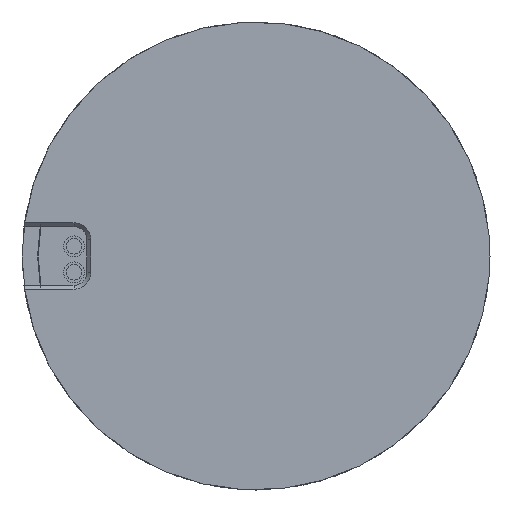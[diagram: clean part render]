
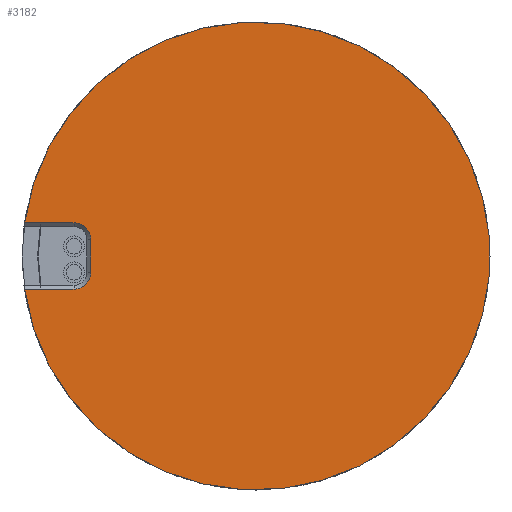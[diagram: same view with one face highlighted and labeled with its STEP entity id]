
A CAD part, front view. The second image highlights one B-rep face of the part: STEP entity #3182.
In plain terms, the highlighted face is planar.
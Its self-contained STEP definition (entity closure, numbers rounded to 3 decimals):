
#87 = EDGE_CURVE ( 'NONE', #4609, #246, #2406, .T. ) ;
#96 = DIRECTION ( 'NONE',  ( 0., -1., 0. ) ) ;
#112 = EDGE_CURVE ( 'NONE', #3635, #4926, #3413, .T. ) ;
#118 = LINE ( 'NONE', #1061, #3565 ) ;
#142 = ORIENTED_EDGE ( 'NONE', *, *, #4606, .F. ) ;
#246 = VERTEX_POINT ( 'NONE', #1841 ) ;
#316 = CARTESIAN_POINT ( 'NONE',  ( 2.55, 5., -17.818 ) ) ;
#400 = DIRECTION ( 'NONE',  ( 0., 0., -1. ) ) ;
#1021 = ORIENTED_EDGE ( 'NONE', *, *, #87, .T. ) ;
#1061 = CARTESIAN_POINT ( 'NONE',  ( 18., 5., -12.7 ) ) ;
#1073 = LINE ( 'NONE', #3951, #4208 ) ;
#1088 = AXIS2_PLACEMENT_3D ( 'NONE', #4117, #3002, #1618 ) ;
#1203 = EDGE_CURVE ( 'NONE', #3889, #4609, #1073, .T. ) ;
#1345 = ORIENTED_EDGE ( 'NONE', *, *, #4558, .T. ) ;
#1413 = VERTEX_POINT ( 'NONE', #2875 ) ;
#1442 = CARTESIAN_POINT ( 'NONE',  ( -2.55, 5., -14. ) ) ;
#1618 = DIRECTION ( 'NONE',  ( 0., 0., 1. ) ) ;
#1841 = CARTESIAN_POINT ( 'NONE',  ( 1.25, 5., -12.7 ) ) ;
#1876 = PLANE ( 'NONE',  #2602 ) ;
#2189 = ORIENTED_EDGE ( 'NONE', *, *, #112, .T. ) ;
#2281 = DIRECTION ( 'NONE',  ( 0., 0., 1. ) ) ;
#2340 = DIRECTION ( 'NONE',  ( 0., -1., 0. ) ) ;
#2406 = CIRCLE ( 'NONE', #1088, 1.3 ) ;
#2537 = VECTOR ( 'NONE', #400, 1000. ) ;
#2570 = CARTESIAN_POINT ( 'NONE',  ( -1.25, 5., -14. ) ) ;
#2602 = AXIS2_PLACEMENT_3D ( 'NONE', #3525, #4700, #2281 ) ;
#2674 = EDGE_LOOP ( 'NONE', ( #3132, #2189, #142, #2790, #1021, #1345 ) ) ;
#2790 = ORIENTED_EDGE ( 'NONE', *, *, #1203, .T. ) ;
#2875 = CARTESIAN_POINT ( 'NONE',  ( -1.25, 5., -12.7 ) ) ;
#2996 = DIRECTION ( 'NONE',  ( 0., 0., 1. ) ) ;
#3002 = DIRECTION ( 'NONE',  ( 0., -1., 0. ) ) ;
#3052 = DIRECTION ( 'NONE',  ( 0., 0., 1. ) ) ;
#3132 = ORIENTED_EDGE ( 'NONE', *, *, #4255, .T. ) ;
#3182 = ADVANCED_FACE ( 'NONE', ( #5079 ), #1876, .T. ) ;
#3334 = CARTESIAN_POINT ( 'NONE',  ( -2.55, 5., 0. ) ) ;
#3413 = LINE ( 'NONE', #3334, #2537 ) ;
#3525 = CARTESIAN_POINT ( 'NONE',  ( 18., 5., 0. ) ) ;
#3565 = VECTOR ( 'NONE', #3934, 1000. ) ;
#3635 = VERTEX_POINT ( 'NONE', #1442 ) ;
#3889 = VERTEX_POINT ( 'NONE', #316 ) ;
#3934 = DIRECTION ( 'NONE',  ( -1., 0., 0. ) ) ;
#3951 = CARTESIAN_POINT ( 'NONE',  ( 2.55, 5., 0. ) ) ;
#4073 = CARTESIAN_POINT ( 'NONE',  ( -2.55, 5., -17.818 ) ) ;
#4117 = CARTESIAN_POINT ( 'NONE',  ( 1.25, 5., -14. ) ) ;
#4174 = CIRCLE ( 'NONE', #4182, 1.3 ) ;
#4182 = AXIS2_PLACEMENT_3D ( 'NONE', #2570, #96, #2996 ) ;
#4208 = VECTOR ( 'NONE', #3052, 1000. ) ;
#4235 = CIRCLE ( 'NONE', #4376, 18. ) ;
#4255 = EDGE_CURVE ( 'NONE', #1413, #3635, #4174, .T. ) ;
#4365 = CARTESIAN_POINT ( 'NONE',  ( 2.55, 5., -14. ) ) ;
#4376 = AXIS2_PLACEMENT_3D ( 'NONE', #4754, #2340, #5147 ) ;
#4558 = EDGE_CURVE ( 'NONE', #246, #1413, #118, .T. ) ;
#4606 = EDGE_CURVE ( 'NONE', #3889, #4926, #4235, .T. ) ;
#4609 = VERTEX_POINT ( 'NONE', #4365 ) ;
#4700 = DIRECTION ( 'NONE',  ( 0., 1., 0. ) ) ;
#4754 = CARTESIAN_POINT ( 'NONE',  ( 0., 5., 0. ) ) ;
#4926 = VERTEX_POINT ( 'NONE', #4073 ) ;
#5079 = FACE_OUTER_BOUND ( 'NONE', #2674, .T. ) ;
#5147 = DIRECTION ( 'NONE',  ( 0., 0., -1. ) ) ;
